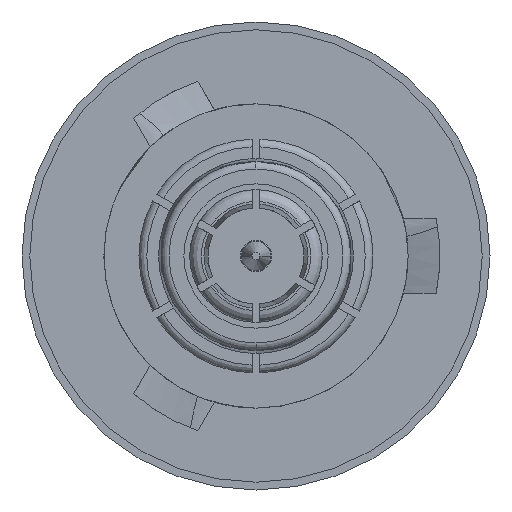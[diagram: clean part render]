
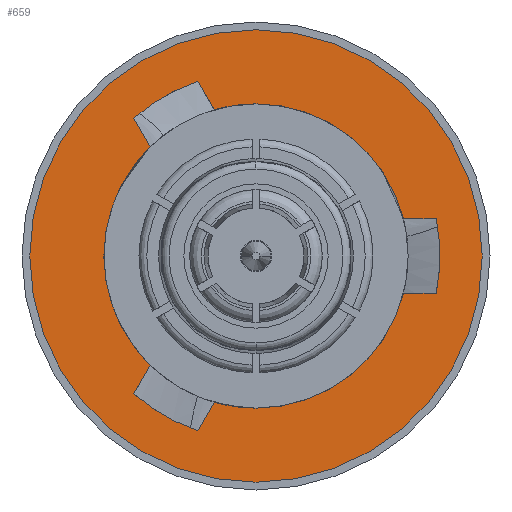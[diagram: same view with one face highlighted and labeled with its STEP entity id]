
A CAD part, left-side view. The second image highlights one B-rep face of the part: STEP entity #659.
In plain terms, the highlighted face is planar.
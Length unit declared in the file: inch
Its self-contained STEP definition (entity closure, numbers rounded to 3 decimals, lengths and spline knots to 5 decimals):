
#659 = ADVANCED_FACE ( 'NONE', ( #11956, #9471 ), #13787, .F. ) ;
#672 = VECTOR ( 'NONE', #4133, 39.37008 ) ;
#717 = DIRECTION ( 'NONE',  ( -1., 0., 0. ) ) ;
#911 = AXIS2_PLACEMENT_3D ( 'NONE', #30143, #13870, #3240 ) ;
#964 = DIRECTION ( 'NONE',  ( 0., -1., 0. ) ) ;
#1109 = ORIENTED_EDGE ( 'NONE', *, *, #34111, .T. ) ;
#2039 = CIRCLE ( 'NONE', #19540, 0.29 ) ;
#2591 = AXIS2_PLACEMENT_3D ( 'NONE', #3128, #11286, #32883 ) ;
#2596 = CIRCLE ( 'NONE', #13353, 0.195 ) ;
#2614 = VECTOR ( 'NONE', #964, 39.37008 ) ;
#3128 = CARTESIAN_POINT ( 'NONE',  ( 0., 0., 0. ) ) ;
#3240 = DIRECTION ( 'NONE',  ( 0., 0., 1. ) ) ;
#3321 = CARTESIAN_POINT ( 'NONE',  ( 0., 0., -0.195 ) ) ;
#3359 = DIRECTION ( 'NONE',  ( -1., 0., 0. ) ) ;
#3522 = EDGE_CURVE ( 'NONE', #30608, #34470, #17250, .T. ) ;
#3582 = CARTESIAN_POINT ( 'NONE',  ( 0., -0.05343, -0.18754 ) ) ;
#3626 = VECTOR ( 'NONE', #12162, 39.37008 ) ;
#3802 = EDGE_CURVE ( 'NONE', #4936, #23147, #2596, .T. ) ;
#3897 = DIRECTION ( 'NONE',  ( 0., 0., 1. ) ) ;
#4133 = DIRECTION ( 'NONE',  ( 0., 1., 0. ) ) ;
#4778 = DIRECTION ( 'NONE',  ( -1., 0., 0. ) ) ;
#4936 = VERTEX_POINT ( 'NONE', #15597 ) ;
#5402 = LINE ( 'NONE', #7900, #33071 ) ;
#5473 = AXIS2_PLACEMENT_3D ( 'NONE', #8826, #6008, #32765 ) ;
#5610 = AXIS2_PLACEMENT_3D ( 'NONE', #20398, #33858, #12448 ) ;
#5848 = CARTESIAN_POINT ( 'NONE',  ( 0., -0.07445, -0.22395 ) ) ;
#6008 = DIRECTION ( 'NONE',  ( -1., 0., 0. ) ) ;
#6229 = VERTEX_POINT ( 'NONE', #30102 ) ;
#6351 = ORIENTED_EDGE ( 'NONE', *, *, #31623, .T. ) ;
#6826 = DIRECTION ( 'NONE',  ( 0., 0., 1. ) ) ;
#6956 = ORIENTED_EDGE ( 'NONE', *, *, #3522, .T. ) ;
#7091 = AXIS2_PLACEMENT_3D ( 'NONE', #32077, #4778, #34356 ) ;
#7900 = CARTESIAN_POINT ( 'NONE',  ( 0., -0.07445, 0.22395 ) ) ;
#8191 = AXIS2_PLACEMENT_3D ( 'NONE', #30186, #14765, #16737 ) ;
#8453 = EDGE_CURVE ( 'NONE', #21083, #4936, #5402, .T. ) ;
#8534 = EDGE_CURVE ( 'NONE', #9822, #21083, #12139, .T. ) ;
#8826 = CARTESIAN_POINT ( 'NONE',  ( 0., 0., 0. ) ) ;
#9138 = CARTESIAN_POINT ( 'NONE',  ( 0., -0.1357, -0.14004 ) ) ;
#9246 = CARTESIAN_POINT ( 'NONE',  ( 0., 0.23117, -0.0475 ) ) ;
#9317 = CARTESIAN_POINT ( 'NONE',  ( 0., -0.15672, 0.17645 ) ) ;
#9391 = VERTEX_POINT ( 'NONE', #5848 ) ;
#9436 = VECTOR ( 'NONE', #22654, 39.37008 ) ;
#9471 = FACE_BOUND ( 'NONE', #20671, .T. ) ;
#9822 = VERTEX_POINT ( 'NONE', #20592 ) ;
#9915 = CIRCLE ( 'NONE', #911, 0.195 ) ;
#10526 = AXIS2_PLACEMENT_3D ( 'NONE', #19312, #21990, #32799 ) ;
#11094 = CIRCLE ( 'NONE', #10526, 0.236 ) ;
#11286 = DIRECTION ( 'NONE',  ( -1., 0., 0. ) ) ;
#11342 = ORIENTED_EDGE ( 'NONE', *, *, #25979, .T. ) ;
#11890 = EDGE_CURVE ( 'NONE', #22607, #24028, #25916, .T. ) ;
#11956 = FACE_OUTER_BOUND ( 'NONE', #31599, .T. ) ;
#12139 = CIRCLE ( 'NONE', #8191, 0.236 ) ;
#12162 = DIRECTION ( 'NONE',  ( 0., -0.5, 0.866 ) ) ;
#12448 = DIRECTION ( 'NONE',  ( 0., 0., 1. ) ) ;
#12519 = CARTESIAN_POINT ( 'NONE',  ( 0., -0.07445, 0.22395 ) ) ;
#13353 = AXIS2_PLACEMENT_3D ( 'NONE', #17663, #17336, #25462 ) ;
#13787 = PLANE ( 'NONE',  #27245 ) ;
#13870 = DIRECTION ( 'NONE',  ( -1., 0., 0. ) ) ;
#14157 = DIRECTION ( 'NONE',  ( 0., 0., 1. ) ) ;
#14765 = DIRECTION ( 'NONE',  ( -1., 0., 0. ) ) ;
#14769 = LINE ( 'NONE', #17255, #18913 ) ;
#14842 = CARTESIAN_POINT ( 'NONE',  ( 0., -0.07445, -0.22395 ) ) ;
#15493 = VERTEX_POINT ( 'NONE', #9138 ) ;
#15557 = EDGE_CURVE ( 'NONE', #30042, #9822, #33584, .T. ) ;
#15597 = CARTESIAN_POINT ( 'NONE',  ( 0., -0.05343, 0.18754 ) ) ;
#15660 = ORIENTED_EDGE ( 'NONE', *, *, #15557, .T. ) ;
#16216 = DIRECTION ( 'NONE',  ( 0., 0.5, -0.866 ) ) ;
#16737 = DIRECTION ( 'NONE',  ( 0., 0., 1. ) ) ;
#17002 = EDGE_CURVE ( 'NONE', #23488, #15493, #14769, .T. ) ;
#17226 = LINE ( 'NONE', #9246, #2614 ) ;
#17250 = CIRCLE ( 'NONE', #7091, 0.195 ) ;
#17255 = CARTESIAN_POINT ( 'NONE',  ( 0., -0.15672, -0.17645 ) ) ;
#17336 = DIRECTION ( 'NONE',  ( -1., 0., 0. ) ) ;
#17663 = CARTESIAN_POINT ( 'NONE',  ( 0., 0., 0. ) ) ;
#18493 = AXIS2_PLACEMENT_3D ( 'NONE', #27602, #3359, #14157 ) ;
#18667 = CARTESIAN_POINT ( 'NONE',  ( 0., 0.23117, 0.0475 ) ) ;
#18787 = VERTEX_POINT ( 'NONE', #19427 ) ;
#18800 = ORIENTED_EDGE ( 'NONE', *, *, #31351, .T. ) ;
#18913 = VECTOR ( 'NONE', #28054, 39.37008 ) ;
#19312 = CARTESIAN_POINT ( 'NONE',  ( 0., 0., 0. ) ) ;
#19427 = CARTESIAN_POINT ( 'NONE',  ( 0., 0.23117, -0.0475 ) ) ;
#19540 = AXIS2_PLACEMENT_3D ( 'NONE', #20185, #717, #3897 ) ;
#20156 = ORIENTED_EDGE ( 'NONE', *, *, #8534, .T. ) ;
#20185 = CARTESIAN_POINT ( 'NONE',  ( 0., 0., 0. ) ) ;
#20371 = VERTEX_POINT ( 'NONE', #3582 ) ;
#20398 = CARTESIAN_POINT ( 'NONE',  ( 0., 0., 0. ) ) ;
#20592 = CARTESIAN_POINT ( 'NONE',  ( 0., -0.15672, 0.17645 ) ) ;
#20671 = EDGE_LOOP ( 'NONE', ( #11342, #34690, #20727, #15660, #20156, #33381, #34341, #18800, #33878, #6351, #28123, #6956, #25905, #1109 ) ) ;
#20727 = ORIENTED_EDGE ( 'NONE', *, *, #22925, .T. ) ;
#20729 = CIRCLE ( 'NONE', #5473, 0.236 ) ;
#20866 = CIRCLE ( 'NONE', #5610, 0.195 ) ;
#21083 = VERTEX_POINT ( 'NONE', #12519 ) ;
#21323 = CIRCLE ( 'NONE', #18493, 0.29 ) ;
#21931 = CARTESIAN_POINT ( 'NONE',  ( 0., -0.1357, 0.14004 ) ) ;
#21990 = DIRECTION ( 'NONE',  ( -1., 0., 0. ) ) ;
#22607 = VERTEX_POINT ( 'NONE', #33898 ) ;
#22654 = DIRECTION ( 'NONE',  ( 0., -0.5, -0.866 ) ) ;
#22783 = CARTESIAN_POINT ( 'NONE',  ( 0., 0., -0.29 ) ) ;
#22925 = EDGE_CURVE ( 'NONE', #15493, #30042, #20866, .T. ) ;
#23147 = VERTEX_POINT ( 'NONE', #29954 ) ;
#23488 = VERTEX_POINT ( 'NONE', #29376 ) ;
#24028 = VERTEX_POINT ( 'NONE', #18667 ) ;
#24136 = EDGE_CURVE ( 'NONE', #18787, #30608, #17226, .T. ) ;
#24577 = DIRECTION ( 'NONE',  ( -1., 0., 0. ) ) ;
#25462 = DIRECTION ( 'NONE',  ( 0., 0., 1. ) ) ;
#25905 = ORIENTED_EDGE ( 'NONE', *, *, #33247, .T. ) ;
#25916 = LINE ( 'NONE', #31425, #672 ) ;
#25979 = EDGE_CURVE ( 'NONE', #9391, #23488, #20729, .T. ) ;
#26004 = CARTESIAN_POINT ( 'NONE',  ( 0., 0.18913, -0.0475 ) ) ;
#27245 = AXIS2_PLACEMENT_3D ( 'NONE', #31087, #24577, #6826 ) ;
#27558 = VERTEX_POINT ( 'NONE', #22783 ) ;
#27602 = CARTESIAN_POINT ( 'NONE',  ( 0., 0., 0. ) ) ;
#28054 = DIRECTION ( 'NONE',  ( 0., 0.5, 0.866 ) ) ;
#28123 = ORIENTED_EDGE ( 'NONE', *, *, #24136, .T. ) ;
#29376 = CARTESIAN_POINT ( 'NONE',  ( 0., -0.15672, -0.17645 ) ) ;
#29758 = EDGE_CURVE ( 'NONE', #6229, #27558, #2039, .T. ) ;
#29954 = CARTESIAN_POINT ( 'NONE',  ( 0., 0., 0.195 ) ) ;
#30042 = VERTEX_POINT ( 'NONE', #21931 ) ;
#30102 = CARTESIAN_POINT ( 'NONE',  ( 0., 0., 0.29 ) ) ;
#30143 = CARTESIAN_POINT ( 'NONE',  ( 0., 0., 0. ) ) ;
#30186 = CARTESIAN_POINT ( 'NONE',  ( 0., 0., 0. ) ) ;
#30608 = VERTEX_POINT ( 'NONE', #26004 ) ;
#31087 = CARTESIAN_POINT ( 'NONE',  ( 0., 0.195, 0. ) ) ;
#31351 = EDGE_CURVE ( 'NONE', #23147, #22607, #9915, .T. ) ;
#31425 = CARTESIAN_POINT ( 'NONE',  ( 0., 0.23117, 0.0475 ) ) ;
#31599 = EDGE_LOOP ( 'NONE', ( #32694, #34486 ) ) ;
#31623 = EDGE_CURVE ( 'NONE', #24028, #18787, #11094, .T. ) ;
#32077 = CARTESIAN_POINT ( 'NONE',  ( 0., 0., 0. ) ) ;
#32694 = ORIENTED_EDGE ( 'NONE', *, *, #29758, .F. ) ;
#32765 = DIRECTION ( 'NONE',  ( 0., 0., 1. ) ) ;
#32799 = DIRECTION ( 'NONE',  ( 0., 0., 1. ) ) ;
#32883 = DIRECTION ( 'NONE',  ( 0., 0., 1. ) ) ;
#33071 = VECTOR ( 'NONE', #16216, 39.37008 ) ;
#33247 = EDGE_CURVE ( 'NONE', #34470, #20371, #34240, .T. ) ;
#33381 = ORIENTED_EDGE ( 'NONE', *, *, #8453, .T. ) ;
#33584 = LINE ( 'NONE', #9317, #3626 ) ;
#33616 = LINE ( 'NONE', #14842, #9436 ) ;
#33858 = DIRECTION ( 'NONE',  ( -1., 0., 0. ) ) ;
#33878 = ORIENTED_EDGE ( 'NONE', *, *, #11890, .T. ) ;
#33898 = CARTESIAN_POINT ( 'NONE',  ( 0., 0.18913, 0.0475 ) ) ;
#34073 = EDGE_CURVE ( 'NONE', #27558, #6229, #21323, .T. ) ;
#34111 = EDGE_CURVE ( 'NONE', #20371, #9391, #33616, .T. ) ;
#34240 = CIRCLE ( 'NONE', #2591, 0.195 ) ;
#34341 = ORIENTED_EDGE ( 'NONE', *, *, #3802, .T. ) ;
#34356 = DIRECTION ( 'NONE',  ( 0., 0., 1. ) ) ;
#34470 = VERTEX_POINT ( 'NONE', #3321 ) ;
#34486 = ORIENTED_EDGE ( 'NONE', *, *, #34073, .F. ) ;
#34690 = ORIENTED_EDGE ( 'NONE', *, *, #17002, .T. ) ;
